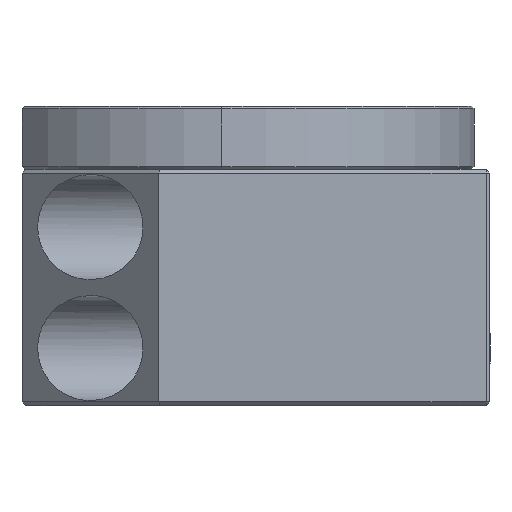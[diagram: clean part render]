
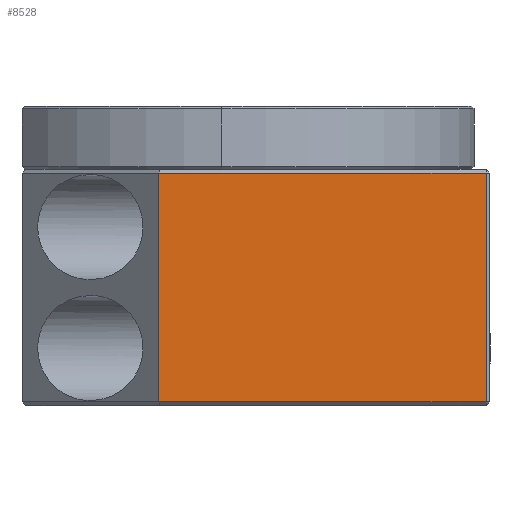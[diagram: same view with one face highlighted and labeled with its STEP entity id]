
A CAD part, left-side view. The second image highlights one B-rep face of the part: STEP entity #8528.
In plain terms, the highlighted planar face has unit normal (-1, 0, 0).
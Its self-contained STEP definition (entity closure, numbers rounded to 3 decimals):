
#2 = AXIS2_PLACEMENT_3D ( 'NONE', #859, #721, #645 ) ;
#5 = LINE ( 'NONE', #13723, #4694 ) ;
#55 = EDGE_CURVE ( 'NONE', #13600, #9246, #7682, .T. ) ;
#403 = EDGE_CURVE ( 'NONE', #8049, #14369, #5, .T. ) ;
#645 = DIRECTION ( 'NONE',  ( 0., 0., -1. ) ) ;
#721 = DIRECTION ( 'NONE',  ( 1., 0., 0. ) ) ;
#859 = CARTESIAN_POINT ( 'NONE',  ( -64., 0.75, 44.25 ) ) ;
#876 = PLANE ( 'NONE',  #2 ) ;
#1230 = VECTOR ( 'NONE', #14186, 1000. ) ;
#3275 = EDGE_CURVE ( 'NONE', #14369, #9246, #7195, .T. ) ;
#4694 = VECTOR ( 'NONE', #18494, 1000. ) ;
#4748 = DIRECTION ( 'NONE',  ( 0., 0., 1. ) ) ;
#5331 = CARTESIAN_POINT ( 'NONE',  ( -64., 0.75, 44.25 ) ) ;
#5633 = ORIENTED_EDGE ( 'NONE', *, *, #55, .T. ) ;
#6752 = CARTESIAN_POINT ( 'NONE',  ( -64., 63., 44.25 ) ) ;
#7195 = LINE ( 'NONE', #5331, #1230 ) ;
#7415 = CARTESIAN_POINT ( 'NONE',  ( -64., 63., 0.75 ) ) ;
#7578 = DIRECTION ( 'NONE',  ( 0., -1., 0. ) ) ;
#7636 = CARTESIAN_POINT ( 'NONE',  ( -64., 0.75, 0.75 ) ) ;
#7682 = LINE ( 'NONE', #7636, #14953 ) ;
#8049 = VERTEX_POINT ( 'NONE', #18090 ) ;
#8528 = ADVANCED_FACE ( 'NONE', ( #16056 ), #876, .F. ) ;
#8781 = LINE ( 'NONE', #6752, #11763 ) ;
#9246 = VERTEX_POINT ( 'NONE', #14457 ) ;
#9289 = CARTESIAN_POINT ( 'NONE',  ( -64., 0.75, 44.25 ) ) ;
#11187 = ORIENTED_EDGE ( 'NONE', *, *, #403, .F. ) ;
#11428 = ORIENTED_EDGE ( 'NONE', *, *, #18489, .F. ) ;
#11763 = VECTOR ( 'NONE', #4748, 1000. ) ;
#13600 = VERTEX_POINT ( 'NONE', #7415 ) ;
#13718 = ORIENTED_EDGE ( 'NONE', *, *, #3275, .F. ) ;
#13723 = CARTESIAN_POINT ( 'NONE',  ( -64., 0.75, 44.25 ) ) ;
#14186 = DIRECTION ( 'NONE',  ( 0., 0., -1. ) ) ;
#14369 = VERTEX_POINT ( 'NONE', #9289 ) ;
#14457 = CARTESIAN_POINT ( 'NONE',  ( -64., 0.75, 0.75 ) ) ;
#14953 = VECTOR ( 'NONE', #7578, 1000. ) ;
#15577 = EDGE_LOOP ( 'NONE', ( #11428, #5633, #13718, #11187 ) ) ;
#16056 = FACE_OUTER_BOUND ( 'NONE', #15577, .T. ) ;
#18090 = CARTESIAN_POINT ( 'NONE',  ( -64., 63., 44.25 ) ) ;
#18489 = EDGE_CURVE ( 'NONE', #13600, #8049, #8781, .T. ) ;
#18494 = DIRECTION ( 'NONE',  ( 0., -1., 0. ) ) ;
